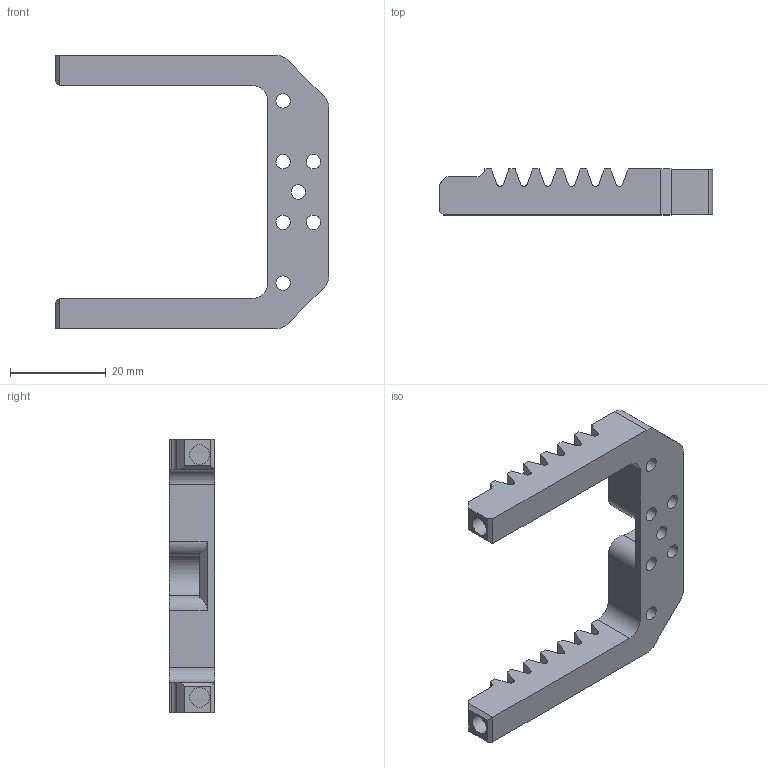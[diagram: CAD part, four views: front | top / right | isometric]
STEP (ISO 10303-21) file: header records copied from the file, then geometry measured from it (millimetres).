
FILE_DESCRIPTION(/* description */ (''),/* implementation_level */ '2;1');
FILE_NAME(/* name */ 'Rack.stp',/* time_stamp */ '2024-03-21T01:45:13-04:00',/* author */ ('Nathan Cai'),/* organization */ (''),/* preprocessor_version */ 'ST-DEVELOPER v19.2',/* originating_system */ 'Autodesk Inventor 2023',/* authorisation */ '');
FILE_SCHEMA (('AUTOMOTIVE_DESIGN { 1 0 10303 214 3 1 1 }'));
Length unit declared in the file: inch
Products named in the file (1): Rack
Bounding box: 57.15 x 9.53 x 57.15 mm (x, y, z)
Volume: 8343.7 mm3; surface area: 6562.7 mm2
Topology: 1 solids, 1 shells, 112 faces, 316 edges, 210 vertices
Faces by surface type: plane 72, cylinder 40
Full cylindrical faces by diameter (mm): 3 x7, 4.1 x2
Entity records: 3699 total; most frequent: CARTESIAN_POINT 639, ORIENTED_EDGE 632, DIRECTION 624, EDGE_CURVE 316, LINE 234, VECTOR 234, VERTEX_POINT 210, AXIS2_PLACEMENT_3D 195
